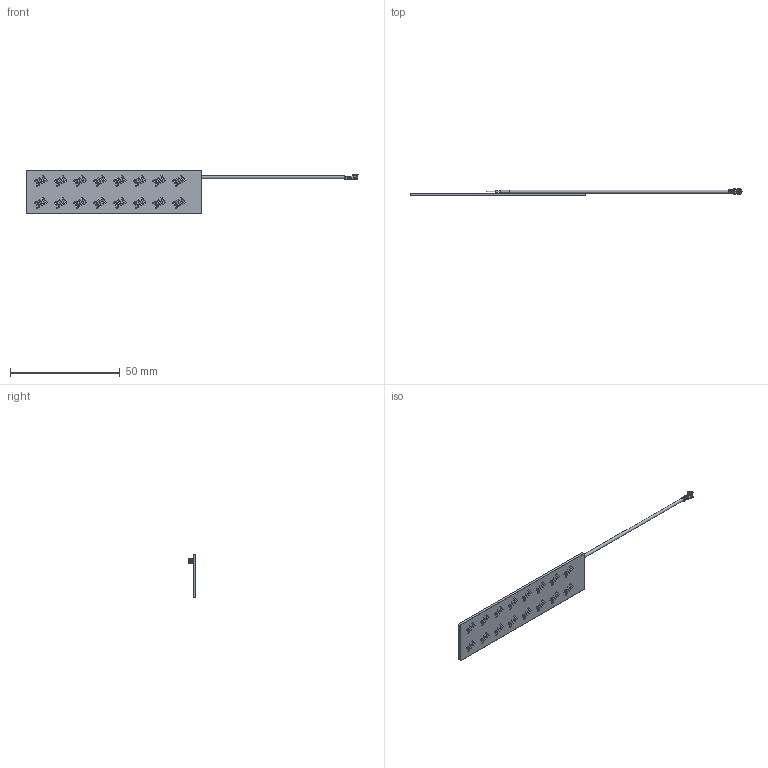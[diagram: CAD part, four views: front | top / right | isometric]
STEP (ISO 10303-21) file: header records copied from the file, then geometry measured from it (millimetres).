
FILE_DESCRIPTION (( 'STEP AP214' ), '1' );
FILE_NAME ('PC104.07.0165C-Web.STEP', '2023-08-02T00:36:04', ( '' ), ( '' ), 'SwSTEP 2.0', 'SolidWorks 2018', '' );
FILE_SCHEMA (( 'AUTOMOTIVE_DESIGN' ));
Length unit declared in the file: millimetre
Products named in the file (5): IPEX.MHF1(137).Au; 100212K010011A; PC104.07.0165C-Web; 300515C010000A; 001012K000039A
Assembly tree (4 placements, depth 2):
  PC104.07.0165C-Web
    100212K010011A
    001012K000039A
    300515C010000A
    IPEX.MHF1(137).Au
Bounding box: 151.15 x 3.33 x 20 mm (x, y, z)
Volume: 1995 mm3; surface area: 7158.3 mm2
Topology: 4 solids, 4 shells, 1688 faces, 4665 edges, 3093 vertices
Faces by surface type: plane 967, bspline 635, cylinder 68, cone 18
Full cylindrical faces by diameter (mm): 0.32 x1, 0.7 x1, 1.15 x1, 1.2 x1, 1.37 x1, 2.4 x1
Entity records: 83629 total; most frequent: CARTESIAN_POINT 38717, ORIENTED_EDGE 9308, DIRECTION 5526, EDGE_CURVE 4654, LINE 3188, VECTOR 3188, VERTEX_POINT 3092, EDGE_LOOP 1806
